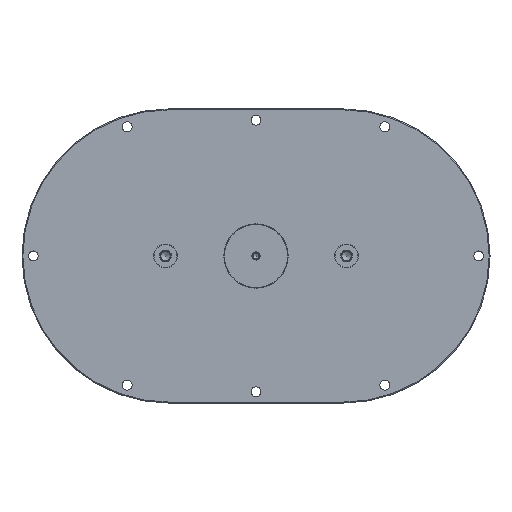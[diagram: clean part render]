
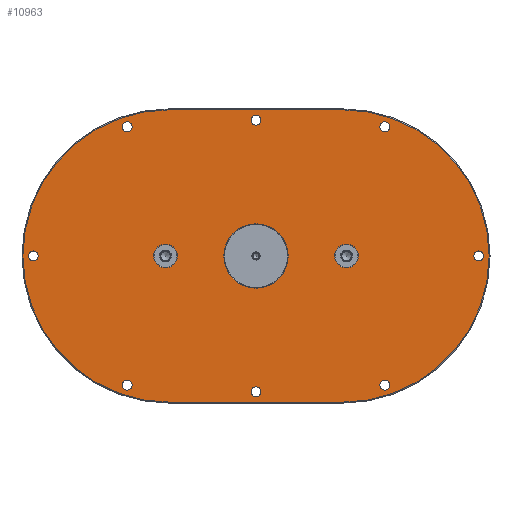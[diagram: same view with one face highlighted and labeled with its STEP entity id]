
A CAD part, top view. The second image highlights one B-rep face of the part: STEP entity #10963.
In plain terms, the highlighted face is planar.
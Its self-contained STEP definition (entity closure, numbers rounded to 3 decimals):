
#2681=LINE('',#51857,#5879);
#2682=LINE('',#51861,#5880);
#5879=VECTOR('',#38795,1.);
#5880=VECTOR('',#38798,1.);
#9364=PLANE('',#32248);
#10963=ADVANCED_FACE('',(#12322,#12323,#12324,#12325,#12326,#12327,#12328,
#12329,#12330,#12331,#12332,#12333),#9364,.F.);
#12322=FACE_BOUND('',#14292,.T.);
#12323=FACE_BOUND('',#14293,.T.);
#12324=FACE_BOUND('',#14294,.T.);
#12325=FACE_BOUND('',#14295,.T.);
#12326=FACE_BOUND('',#14296,.T.);
#12327=FACE_BOUND('',#14297,.T.);
#12328=FACE_BOUND('',#14298,.T.);
#12329=FACE_BOUND('',#14299,.T.);
#12330=FACE_BOUND('',#14300,.T.);
#12331=FACE_BOUND('',#14301,.T.);
#12332=FACE_BOUND('',#14302,.T.);
#12333=FACE_BOUND('',#14303,.T.);
#14292=EDGE_LOOP('',(#21102));
#14293=EDGE_LOOP('',(#21103));
#14294=EDGE_LOOP('',(#21104));
#14295=EDGE_LOOP('',(#21105));
#14296=EDGE_LOOP('',(#21106));
#14297=EDGE_LOOP('',(#21107,#21108,#21109,#21110));
#14298=EDGE_LOOP('',(#21111));
#14299=EDGE_LOOP('',(#21112));
#14300=EDGE_LOOP('',(#21113));
#14301=EDGE_LOOP('',(#21114));
#14302=EDGE_LOOP('',(#21115));
#14303=EDGE_LOOP('',(#21116));
#21102=ORIENTED_EDGE('',*,*,#28948,.T.);
#21103=ORIENTED_EDGE('',*,*,#28949,.F.);
#21104=ORIENTED_EDGE('',*,*,#28950,.T.);
#21105=ORIENTED_EDGE('',*,*,#28951,.T.);
#21106=ORIENTED_EDGE('',*,*,#28952,.T.);
#21107=ORIENTED_EDGE('',*,*,#28953,.T.);
#21108=ORIENTED_EDGE('',*,*,#28954,.T.);
#21109=ORIENTED_EDGE('',*,*,#28955,.T.);
#21110=ORIENTED_EDGE('',*,*,#28956,.F.);
#21111=ORIENTED_EDGE('',*,*,#28957,.T.);
#21112=ORIENTED_EDGE('',*,*,#28958,.T.);
#21113=ORIENTED_EDGE('',*,*,#28959,.T.);
#21114=ORIENTED_EDGE('',*,*,#28960,.T.);
#21115=ORIENTED_EDGE('',*,*,#28961,.T.);
#21116=ORIENTED_EDGE('',*,*,#28962,.T.);
#25160=VERTEX_POINT('',#51845);
#25161=VERTEX_POINT('',#51847);
#25162=VERTEX_POINT('',#51849);
#25163=VERTEX_POINT('',#51851);
#25164=VERTEX_POINT('',#51853);
#25165=VERTEX_POINT('',#51855);
#25166=VERTEX_POINT('',#51856);
#25167=VERTEX_POINT('',#51858);
#25168=VERTEX_POINT('',#51860);
#25169=VERTEX_POINT('',#51863);
#25170=VERTEX_POINT('',#51865);
#25171=VERTEX_POINT('',#51867);
#25172=VERTEX_POINT('',#51869);
#25173=VERTEX_POINT('',#51871);
#25174=VERTEX_POINT('',#51873);
#28948=EDGE_CURVE('',#25160,#25160,#30325,.T.);
#28949=EDGE_CURVE('',#25161,#25161,#30326,.T.);
#28950=EDGE_CURVE('',#25162,#25162,#30327,.T.);
#28951=EDGE_CURVE('',#25163,#25163,#30328,.T.);
#28952=EDGE_CURVE('',#25164,#25164,#30329,.T.);
#28953=EDGE_CURVE('',#25165,#25166,#30330,.T.);
#28954=EDGE_CURVE('',#25166,#25167,#2681,.T.);
#28955=EDGE_CURVE('',#25167,#25168,#30331,.T.);
#28956=EDGE_CURVE('',#25165,#25168,#2682,.T.);
#28957=EDGE_CURVE('',#25169,#25169,#30332,.T.);
#28958=EDGE_CURVE('',#25170,#25170,#30333,.T.);
#28959=EDGE_CURVE('',#25171,#25171,#30334,.T.);
#28960=EDGE_CURVE('',#25172,#25172,#30335,.T.);
#28961=EDGE_CURVE('',#25173,#25173,#30336,.T.);
#28962=EDGE_CURVE('',#25174,#25174,#30337,.T.);
#30325=CIRCLE('',#32235,35.5);
#30326=CIRCLE('',#32236,5.5);
#30327=CIRCLE('',#32237,5.5);
#30328=CIRCLE('',#32238,5.5);
#30329=CIRCLE('',#32239,5.5);
#30330=CIRCLE('',#32240,161.5);
#30331=CIRCLE('',#32241,161.5);
#30332=CIRCLE('',#32242,5.5);
#30333=CIRCLE('',#32243,5.5);
#30334=CIRCLE('',#32244,5.5);
#30335=CIRCLE('',#32245,5.5);
#30336=CIRCLE('',#32246,13.);
#30337=CIRCLE('',#32247,13.);
#32235=AXIS2_PLACEMENT_3D('',#51844,#38783,#38784);
#32236=AXIS2_PLACEMENT_3D('',#51846,#38785,#38786);
#32237=AXIS2_PLACEMENT_3D('',#51848,#38787,#38788);
#32238=AXIS2_PLACEMENT_3D('',#51850,#38789,#38790);
#32239=AXIS2_PLACEMENT_3D('',#51852,#38791,#38792);
#32240=AXIS2_PLACEMENT_3D('',#51854,#38793,#38794);
#32241=AXIS2_PLACEMENT_3D('',#51859,#38796,#38797);
#32242=AXIS2_PLACEMENT_3D('',#51862,#38799,#38800);
#32243=AXIS2_PLACEMENT_3D('',#51864,#38801,#38802);
#32244=AXIS2_PLACEMENT_3D('',#51866,#38803,#38804);
#32245=AXIS2_PLACEMENT_3D('',#51868,#38805,#38806);
#32246=AXIS2_PLACEMENT_3D('',#51870,#38807,#38808);
#32247=AXIS2_PLACEMENT_3D('',#51872,#38809,#38810);
#32248=AXIS2_PLACEMENT_3D('',#51874,#38811,#38812);
#38783=DIRECTION('',(0.,0.,1.));
#38784=DIRECTION('',(1.,0.,0.));
#38785=DIRECTION('',(0.,0.,-1.));
#38786=DIRECTION('',(-1.,0.,0.));
#38787=DIRECTION('',(0.,0.,1.));
#38788=DIRECTION('',(-1.,0.,0.));
#38789=DIRECTION('',(0.,0.,1.));
#38790=DIRECTION('',(0.,-1.,0.));
#38791=DIRECTION('',(0.,0.,1.));
#38792=DIRECTION('',(-0.951,-0.309,0.));
#38793=DIRECTION('',(0.,0.,-1.));
#38794=DIRECTION('',(0.,-1.,0.));
#38795=DIRECTION('',(-1.,0.,0.));
#38796=DIRECTION('',(0.,0.,-1.));
#38797=DIRECTION('',(0.,-1.,0.));
#38798=DIRECTION('',(-1.,0.,0.));
#38799=DIRECTION('',(0.,0.,1.));
#38800=DIRECTION('',(0.951,-0.309,0.));
#38801=DIRECTION('',(0.,0.,1.));
#38802=DIRECTION('',(0.951,0.309,0.));
#38803=DIRECTION('',(0.,0.,1.));
#38804=DIRECTION('',(0.,1.,0.));
#38805=DIRECTION('',(0.,0.,1.));
#38806=DIRECTION('',(-0.951,0.309,0.));
#38807=DIRECTION('',(0.,0.,1.));
#38808=DIRECTION('',(1.,0.,0.));
#38809=DIRECTION('',(0.,0.,1.));
#38810=DIRECTION('',(-1.,0.,0.));
#38811=DIRECTION('',(0.,0.,1.));
#38812=DIRECTION('',(-1.,0.,0.));
#51844=CARTESIAN_POINT('',(0.,750.,-100.));
#51845=CARTESIAN_POINT('',(35.5,750.,-100.));
#51846=CARTESIAN_POINT('',(0.,900.,-100.));
#51847=CARTESIAN_POINT('',(-5.5,900.,-100.));
#51848=CARTESIAN_POINT('',(0.,600.,-100.));
#51849=CARTESIAN_POINT('',(-5.5,600.,-100.));
#51850=CARTESIAN_POINT('',(246.,750.,-100.));
#51851=CARTESIAN_POINT('',(246.,744.5,-100.));
#51852=CARTESIAN_POINT('',(142.353,607.342,-100.));
#51853=CARTESIAN_POINT('',(137.122,605.642,-100.));
#51854=CARTESIAN_POINT('',(96.,750.,-100.));
#51855=CARTESIAN_POINT('',(96.,911.5,-100.));
#51856=CARTESIAN_POINT('',(96.,588.5,-100.));
#51857=CARTESIAN_POINT('',(1804.8,588.5,-100.));
#51858=CARTESIAN_POINT('',(-96.,588.5,-100.));
#51859=CARTESIAN_POINT('',(-96.,750.,-100.));
#51860=CARTESIAN_POINT('',(-96.,911.5,-100.));
#51861=CARTESIAN_POINT('',(1804.8,911.5,-100.));
#51862=CARTESIAN_POINT('',(142.353,892.658,-100.));
#51863=CARTESIAN_POINT('',(147.583,890.959,-100.));
#51864=CARTESIAN_POINT('',(-142.353,892.658,-100.));
#51865=CARTESIAN_POINT('',(-137.122,894.358,-100.));
#51866=CARTESIAN_POINT('',(-246.,750.,-100.));
#51867=CARTESIAN_POINT('',(-246.,755.5,-100.));
#51868=CARTESIAN_POINT('',(-142.353,607.342,-100.));
#51869=CARTESIAN_POINT('',(-147.583,609.041,-100.));
#51870=CARTESIAN_POINT('',(100.,750.,-100.));
#51871=CARTESIAN_POINT('',(113.,750.,-100.));
#51872=CARTESIAN_POINT('',(-100.,750.,-100.));
#51873=CARTESIAN_POINT('',(-113.,750.,-100.));
#51874=CARTESIAN_POINT('',(96.,750.,-100.));
